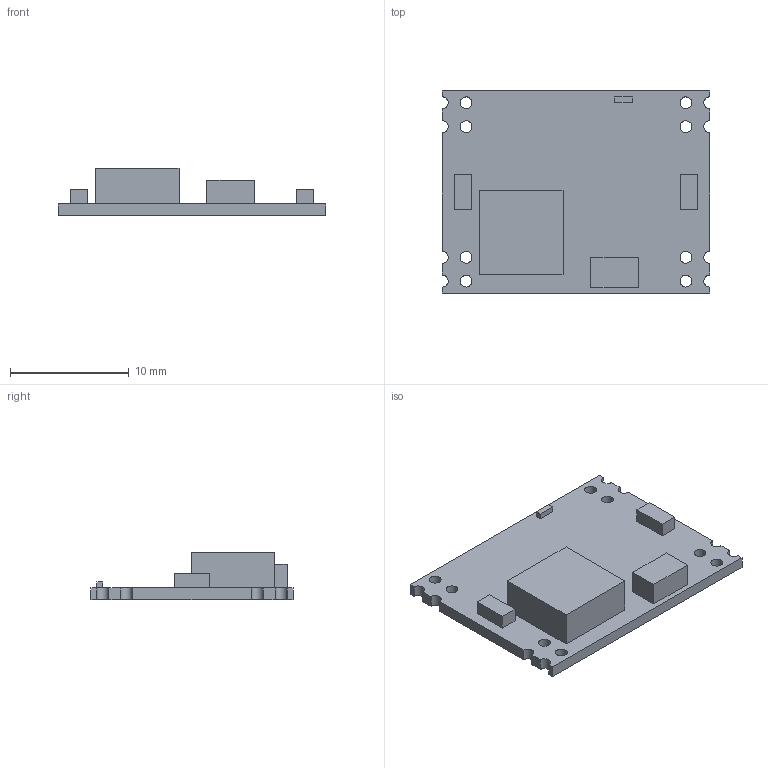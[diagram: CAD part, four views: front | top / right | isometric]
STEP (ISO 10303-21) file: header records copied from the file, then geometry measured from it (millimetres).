
FILE_DESCRIPTION(('STEP AP203'), '1');
FILE_NAME('DCDC ïðåîáðàçîâàòåëü', '2023-09-04T07:02:55', ('ava'), (''), 'ASCON STEP Converter 1.3', 'ASCON Math Kernel', '');
FILE_SCHEMA(('CONFIG_CONTROL_DESIGN'));
Length unit declared in the file: millimetre
Products named in the file (1): 1
Bounding box: 22.5 x 17 x 4 mm (x, y, z)
Volume: 551.3 mm3; surface area: 988.4 mm2
Topology: 1 solids, 1 shells, 55 faces, 144 edges, 96 vertices
Faces by surface type: plane 39, cylinder 16
Full cylindrical faces by diameter (mm): 1 x8
Entity records: 1922 total; most frequent: CARTESIAN_POINT 288, DIRECTION 280, ORIENTED_EDGE 272, EDGE_CURVE 136, LINE 104, VECTOR 104, VERTEX_POINT 96, AXIS2_PLACEMENT_3D 88
